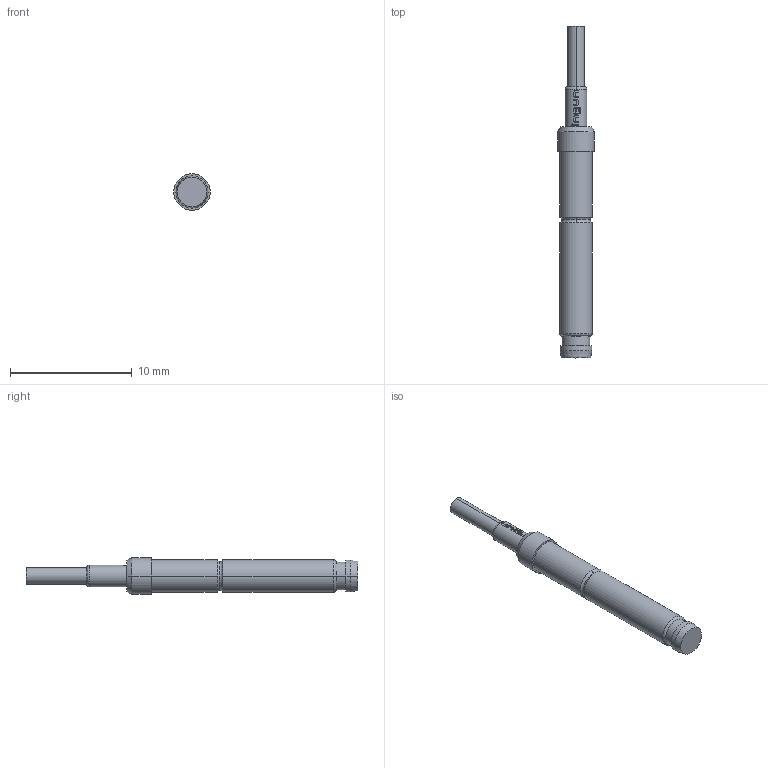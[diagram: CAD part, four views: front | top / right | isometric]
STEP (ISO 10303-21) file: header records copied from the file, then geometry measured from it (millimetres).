
FILE_DESCRIPTION (( 'STEP AP203' ), '1' );
FILE_NAME ('INGUN_GKS-113_302_140_A_xx02.STEP', '2020-09-07T15:28:58', ( '' ), ( '' ), 'SwSTEP 2.0', 'SolidWorks 2018', '' );
FILE_SCHEMA (( 'CONFIG_CONTROL_DESIGN' ));
Length unit declared in the file: millimetre
Products named in the file (1): INGUN_GKS-113_302_140_A_xx02
Bounding box: 3 x 27.3 x 3 mm (x, y, z)
Volume: 121.7 mm3; surface area: 213.8 mm2
Topology: 1 solids, 1 shells, 103 faces, 277 edges, 180 vertices
Faces by surface type: bspline 60, cylinder 24, torus 8, plane 7, cone 4
Entity records: 4593 total; most frequent: CARTESIAN_POINT 2480, ORIENTED_EDGE 554, EDGE_CURVE 277, DIRECTION 207, B_SPLINE_CURVE_WITH_KNOTS 204, VERTEX_POINT 180, EDGE_LOOP 107, FACE_OUTER_BOUND 103
